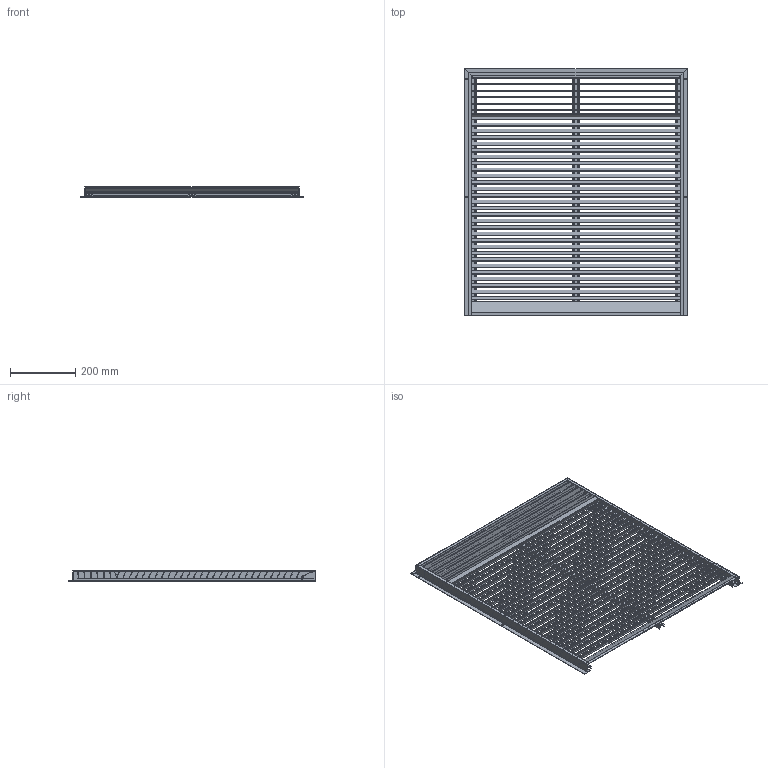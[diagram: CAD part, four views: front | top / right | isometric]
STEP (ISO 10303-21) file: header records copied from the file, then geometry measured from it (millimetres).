
FILE_DESCRIPTION (( 'STEP AP203' ), '1' );
FILE_NAME ('142-69-035-SP.STEP', '2017-09-07T11:53:13', ( 'admin' ), ( 'Microsoft' ), 'SwSTEP 2.0', 'SolidWorks 2016', '' );
FILE_SCHEMA (( 'CONFIG_CONTROL_DESIGN' ));
Length unit declared in the file: inch
Products named in the file (1): 142-69-035-SP
Bounding box: 682.62 x 755.65 x 31.11 mm (x, y, z)
Volume: 1320976.4 mm3; surface area: 1745258.5 mm2
Topology: 42 solids, 42 shells, 443 faces, 1077 edges, 718 vertices
Faces by surface type: plane 393, cylinder 50
Entity records: 12804 total; most frequent: CARTESIAN_POINT 2239, ORIENTED_EDGE 2154, DIRECTION 2065, EDGE_CURVE 1077, LINE 977, VECTOR 977, VERTEX_POINT 718, AXIS2_PLACEMENT_3D 544
